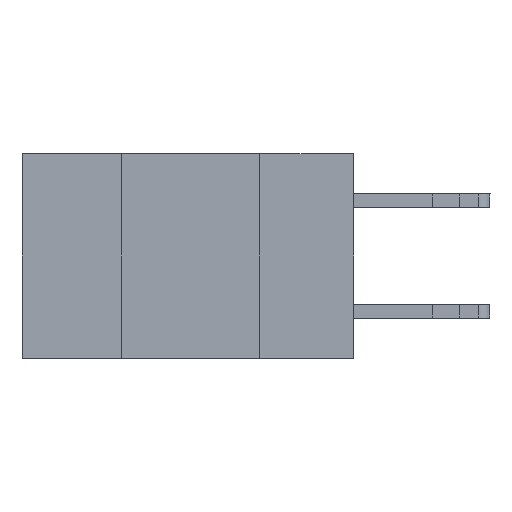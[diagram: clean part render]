
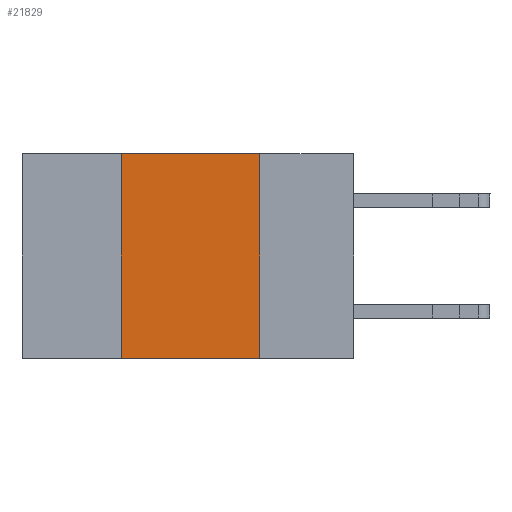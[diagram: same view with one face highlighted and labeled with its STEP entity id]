
A CAD part, left-side view. The second image highlights one B-rep face of the part: STEP entity #21829.
In plain terms, the highlighted planar face has unit normal (-1, 0, 0).
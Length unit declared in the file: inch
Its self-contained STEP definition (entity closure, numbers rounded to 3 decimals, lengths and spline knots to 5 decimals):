
#390 = ORIENTED_EDGE ( 'NONE', *, *, #21798, .F. ) ;
#444 = LINE ( 'NONE', #3535, #2561 ) ;
#674 = EDGE_CURVE ( 'NONE', #2681, #1043, #9044, .T. ) ;
#1043 = VERTEX_POINT ( 'NONE', #19405 ) ;
#1096 = VECTOR ( 'NONE', #3875, 39.37008 ) ;
#1646 = ORIENTED_EDGE ( 'NONE', *, *, #12830, .F. ) ;
#2561 = VECTOR ( 'NONE', #17188, 39.37008 ) ;
#2681 = VERTEX_POINT ( 'NONE', #9807 ) ;
#3535 = CARTESIAN_POINT ( 'NONE',  ( 0., 0.6, 0. ) ) ;
#3875 = DIRECTION ( 'NONE',  ( 0., 0., 1. ) ) ;
#4783 = ORIENTED_EDGE ( 'NONE', *, *, #17356, .T. ) ;
#5098 = CARTESIAN_POINT ( 'NONE',  ( 0., 0.6, -0.37 ) ) ;
#6231 = FACE_OUTER_BOUND ( 'NONE', #13520, .T. ) ;
#7900 = CARTESIAN_POINT ( 'NONE',  ( 0., 0.6, 0. ) ) ;
#9044 = LINE ( 'NONE', #14082, #10044 ) ;
#9086 = VERTEX_POINT ( 'NONE', #13093 ) ;
#9239 = DIRECTION ( 'NONE',  ( 0., 0., -1. ) ) ;
#9807 = CARTESIAN_POINT ( 'NONE',  ( 0., 0.17, 0. ) ) ;
#10044 = VECTOR ( 'NONE', #19414, 39.37008 ) ;
#10862 = CARTESIAN_POINT ( 'NONE',  ( 0., 0.42, 0. ) ) ;
#11244 = VERTEX_POINT ( 'NONE', #17044 ) ;
#12830 = EDGE_CURVE ( 'NONE', #9086, #11244, #14087, .T. ) ;
#13093 = CARTESIAN_POINT ( 'NONE',  ( 0., 0.42, -0.37 ) ) ;
#13520 = EDGE_LOOP ( 'NONE', ( #20861, #390, #1646, #4783 ) ) ;
#14009 = AXIS2_PLACEMENT_3D ( 'NONE', #7900, #18178, #9239 ) ;
#14082 = CARTESIAN_POINT ( 'NONE',  ( 0., 0.17, 0. ) ) ;
#14087 = LINE ( 'NONE', #10862, #1096 ) ;
#15300 = LINE ( 'NONE', #5098, #18582 ) ;
#17044 = CARTESIAN_POINT ( 'NONE',  ( 0., 0.42, 0. ) ) ;
#17188 = DIRECTION ( 'NONE',  ( 0., -1., 0. ) ) ;
#17356 = EDGE_CURVE ( 'NONE', #9086, #1043, #15300, .T. ) ;
#18178 = DIRECTION ( 'NONE',  ( 1., 0., 0. ) ) ;
#18582 = VECTOR ( 'NONE', #21694, 39.37008 ) ;
#19405 = CARTESIAN_POINT ( 'NONE',  ( 0., 0.17, -0.37 ) ) ;
#19414 = DIRECTION ( 'NONE',  ( 0., 0., -1. ) ) ;
#20861 = ORIENTED_EDGE ( 'NONE', *, *, #674, .F. ) ;
#21472 = PLANE ( 'NONE',  #14009 ) ;
#21694 = DIRECTION ( 'NONE',  ( 0., -1., 0. ) ) ;
#21798 = EDGE_CURVE ( 'NONE', #11244, #2681, #444, .T. ) ;
#21829 = ADVANCED_FACE ( 'NONE', ( #6231 ), #21472, .F. ) ;
